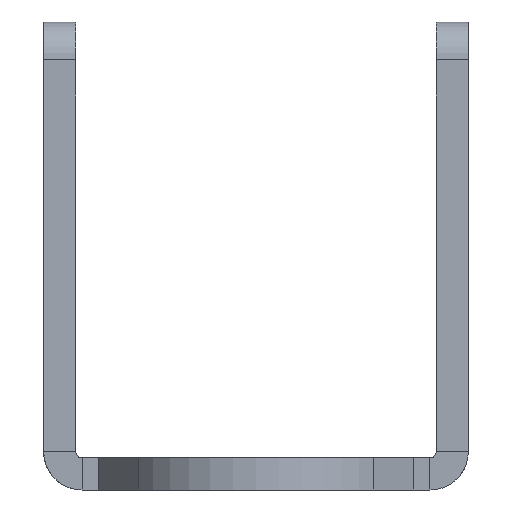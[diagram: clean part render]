
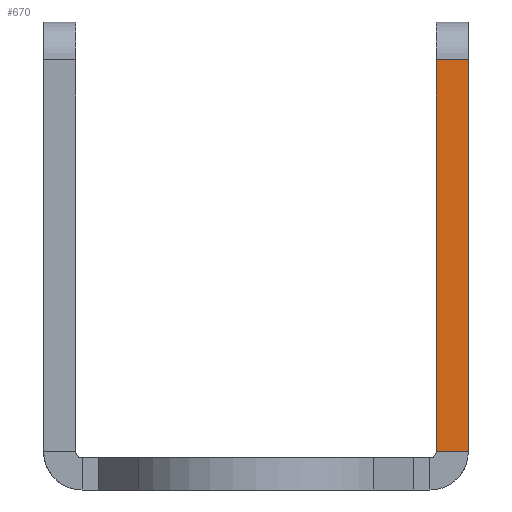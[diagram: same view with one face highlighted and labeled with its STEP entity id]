
A CAD part, front view. The second image highlights one B-rep face of the part: STEP entity #670.
In plain terms, the highlighted planar face has unit normal (0, -1, 0).
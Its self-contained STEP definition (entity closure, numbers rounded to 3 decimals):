
#8 = VERTEX_POINT ( 'NONE', #4045 ) ;
#158 = CARTESIAN_POINT ( 'NONE',  ( 16.79, 1., 415.249 ) ) ;
#510 = DIRECTION ( 'NONE',  ( -1., 0., 0. ) ) ;
#670 = ADVANCED_FACE ( 'NONE', ( #4471 ), #3361, .F. ) ;
#722 = CARTESIAN_POINT ( 'NONE',  ( 14.25, 1., 415.249 ) ) ;
#756 = EDGE_CURVE ( 'NONE', #777, #8, #4050, .T. ) ;
#777 = VERTEX_POINT ( 'NONE', #3697 ) ;
#829 = CARTESIAN_POINT ( 'NONE',  ( 16.79, 1., 446.709 ) ) ;
#1054 = LINE ( 'NONE', #1805, #2204 ) ;
#1067 = VECTOR ( 'NONE', #1087, 1000. ) ;
#1079 = VECTOR ( 'NONE', #2816, 1000. ) ;
#1087 = DIRECTION ( 'NONE',  ( 0., 0., -1. ) ) ;
#1283 = AXIS2_PLACEMENT_3D ( 'NONE', #158, #3771, #4103 ) ;
#1368 = CARTESIAN_POINT ( 'NONE',  ( 14.25, 1., 415.749 ) ) ;
#1371 = ORIENTED_EDGE ( 'NONE', *, *, #3102, .T. ) ;
#1605 = ORIENTED_EDGE ( 'NONE', *, *, #756, .T. ) ;
#1805 = CARTESIAN_POINT ( 'NONE',  ( 16.79, 1., 415.249 ) ) ;
#1973 = EDGE_LOOP ( 'NONE', ( #1371, #2687, #1605, #4368 ) ) ;
#2204 = VECTOR ( 'NONE', #2390, 1000. ) ;
#2247 = VERTEX_POINT ( 'NONE', #3837 ) ;
#2390 = DIRECTION ( 'NONE',  ( 0., 0., -1. ) ) ;
#2687 = ORIENTED_EDGE ( 'NONE', *, *, #2812, .F. ) ;
#2812 = EDGE_CURVE ( 'NONE', #777, #4168, #1054, .T. ) ;
#2816 = DIRECTION ( 'NONE',  ( 1., 0., 0. ) ) ;
#3102 = EDGE_CURVE ( 'NONE', #2247, #4168, #3923, .T. ) ;
#3361 = PLANE ( 'NONE',  #1283 ) ;
#3449 = CARTESIAN_POINT ( 'NONE',  ( 16.79, 1., 415.749 ) ) ;
#3697 = CARTESIAN_POINT ( 'NONE',  ( 16.79, 1., 446.709 ) ) ;
#3771 = DIRECTION ( 'NONE',  ( 0., 1., 0. ) ) ;
#3837 = CARTESIAN_POINT ( 'NONE',  ( 14.25, 1., 415.749 ) ) ;
#3923 = LINE ( 'NONE', #1368, #1079 ) ;
#3939 = LINE ( 'NONE', #722, #1067 ) ;
#3997 = VECTOR ( 'NONE', #510, 1000. ) ;
#4045 = CARTESIAN_POINT ( 'NONE',  ( 14.25, 1., 446.709 ) ) ;
#4050 = LINE ( 'NONE', #829, #3997 ) ;
#4103 = DIRECTION ( 'NONE',  ( 0., 0., 1. ) ) ;
#4168 = VERTEX_POINT ( 'NONE', #3449 ) ;
#4368 = ORIENTED_EDGE ( 'NONE', *, *, #4557, .T. ) ;
#4471 = FACE_OUTER_BOUND ( 'NONE', #1973, .T. ) ;
#4557 = EDGE_CURVE ( 'NONE', #8, #2247, #3939, .T. ) ;
